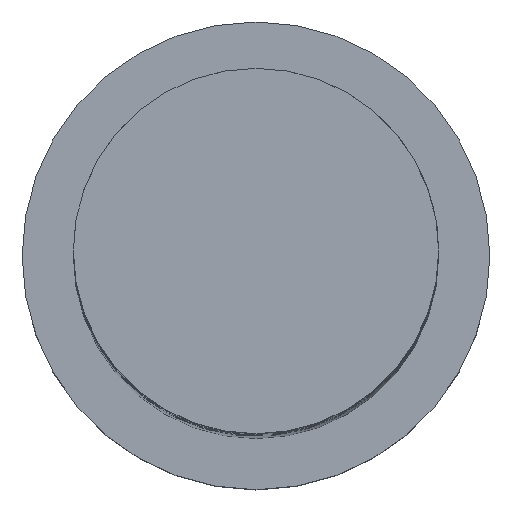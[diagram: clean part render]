
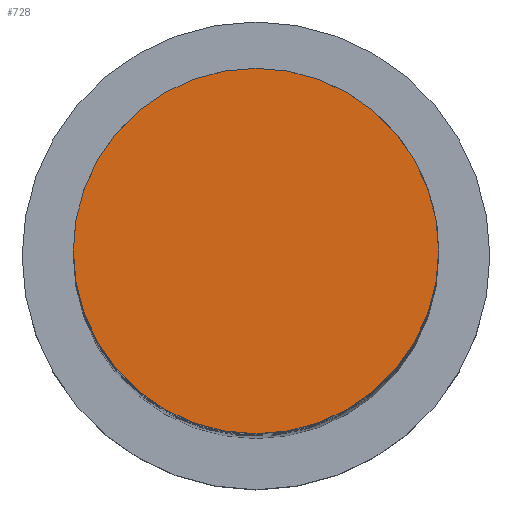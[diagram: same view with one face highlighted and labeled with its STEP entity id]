
A CAD part, top view. The second image highlights one B-rep face of the part: STEP entity #728.
In plain terms, the highlighted planar face has unit normal (0, 0, 1).
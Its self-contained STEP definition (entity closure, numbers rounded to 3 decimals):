
#74 = CIRCLE ( 'NONE', #608, 12.5 ) ;
#123 = DIRECTION ( 'NONE',  ( 1., 0., 0. ) ) ;
#177 = AXIS2_PLACEMENT_3D ( 'NONE', #256, #797, #123 ) ;
#256 = CARTESIAN_POINT ( 'NONE',  ( 0., 0., 200. ) ) ;
#379 = AXIS2_PLACEMENT_3D ( 'NONE', #1579, #1715, #654 ) ;
#387 = FACE_OUTER_BOUND ( 'NONE', #870, .T. ) ;
#594 = DIRECTION ( 'NONE',  ( 1., 0., 0. ) ) ;
#608 = AXIS2_PLACEMENT_3D ( 'NONE', #731, #723, #594 ) ;
#654 = DIRECTION ( 'NONE',  ( 1., 0., 0. ) ) ;
#723 = DIRECTION ( 'NONE',  ( 0., 0., 1. ) ) ;
#728 = ADVANCED_FACE ( 'NONE', ( #387 ), #929, .T. ) ;
#730 = ORIENTED_EDGE ( 'NONE', *, *, #1247, .T. ) ;
#731 = CARTESIAN_POINT ( 'NONE',  ( 0., 0., 200. ) ) ;
#755 = CARTESIAN_POINT ( 'NONE',  ( -12.5, 0., 200. ) ) ;
#797 = DIRECTION ( 'NONE',  ( 0., 0., 1. ) ) ;
#828 = EDGE_CURVE ( 'NONE', #1722, #1189, #1290, .T. ) ;
#870 = EDGE_LOOP ( 'NONE', ( #1119, #730 ) ) ;
#929 = PLANE ( 'NONE',  #177 ) ;
#1119 = ORIENTED_EDGE ( 'NONE', *, *, #828, .T. ) ;
#1136 = CARTESIAN_POINT ( 'NONE',  ( 12.5, 0., 200. ) ) ;
#1189 = VERTEX_POINT ( 'NONE', #1136 ) ;
#1247 = EDGE_CURVE ( 'NONE', #1189, #1722, #74, .T. ) ;
#1290 = CIRCLE ( 'NONE', #379, 12.5 ) ;
#1579 = CARTESIAN_POINT ( 'NONE',  ( 0., 0., 200. ) ) ;
#1715 = DIRECTION ( 'NONE',  ( 0., 0., 1. ) ) ;
#1722 = VERTEX_POINT ( 'NONE', #755 ) ;
